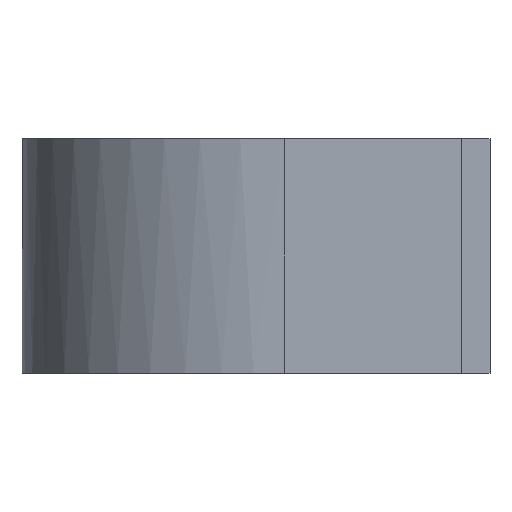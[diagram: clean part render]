
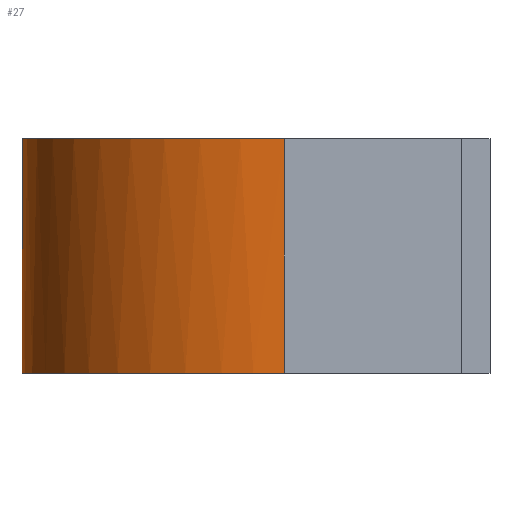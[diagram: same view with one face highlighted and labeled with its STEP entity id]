
A CAD part, left-side view. The second image highlights one B-rep face of the part: STEP entity #27.
In plain terms, the highlighted free-form (B-spline) face has degree [2, 1] with [9, 2] control points.
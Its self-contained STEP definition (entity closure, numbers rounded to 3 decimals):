
#27=ADVANCED_FACE('',(#45),#299,.T.);
#45=FACE_OUTER_BOUND('',#65,.T.);
#65=EDGE_LOOP('',(#137,#138,#139,#140));
#137=ORIENTED_EDGE('',*,*,#195,.F.);
#138=ORIENTED_EDGE('',*,*,#204,.T.);
#139=ORIENTED_EDGE('',*,*,#173,.F.);
#140=ORIENTED_EDGE('',*,*,#205,.T.);
#173=EDGE_CURVE('',#281,#282,#233,.T.);
#195=EDGE_CURVE('',#296,#295,#250,.T.);
#204=EDGE_CURVE('',#296,#282,#224,.T.);
#205=EDGE_CURVE('',#281,#295,#225,.T.);
#224=(
BOUNDED_CURVE()
B_SPLINE_CURVE(2,(#603,#604,#605,#606,#607),.UNSPECIFIED.,.F.,.F.)
B_SPLINE_CURVE_WITH_KNOTS((3,2,3),(0.,43.005,86.01),
 .UNSPECIFIED.)
CURVE()
GEOMETRIC_REPRESENTATION_ITEM()
RATIONAL_B_SPLINE_CURVE((1.,0.719,1.,0.719,1.))
REPRESENTATION_ITEM('')
);
#225=(
BOUNDED_CURVE()
B_SPLINE_CURVE(2,(#608,#609,#610,#611,#612),.UNSPECIFIED.,.F.,.F.)
B_SPLINE_CURVE_WITH_KNOTS((3,2,3),(-86.01,-43.005,
0.),.UNSPECIFIED.)
CURVE()
GEOMETRIC_REPRESENTATION_ITEM()
RATIONAL_B_SPLINE_CURVE((1.,0.719,1.,0.719,1.))
REPRESENTATION_ITEM('')
);
#233=B_SPLINE_CURVE_WITH_KNOTS('',1,(#532,#533),.UNSPECIFIED.,.F.,.F.,(2,
2),(-25.,0.),.UNSPECIFIED.);
#250=B_SPLINE_CURVE_WITH_KNOTS('',1,(#583,#584),.UNSPECIFIED.,.F.,.F.,(2,
2),(0.,25.),.UNSPECIFIED.);
#281=VERTEX_POINT('',#506);
#282=VERTEX_POINT('',#507);
#295=VERTEX_POINT('',#520);
#296=VERTEX_POINT('',#521);
#299=(
BOUNDED_SURFACE()
B_SPLINE_SURFACE(2,1,((#414,#415),(#416,#417),(#418,#419),(#420,#421),(#422,
#423),(#424,#425),(#426,#427),(#428,#429),(#430,#431)),.UNSPECIFIED.,.T.,
 .F.,.F.)
B_SPLINE_SURFACE_WITH_KNOTS((3,2,2,2,3),(2,2),(0.,43.982,87.965,
131.947,175.929),(0.,30.002),.UNSPECIFIED.)
GEOMETRIC_REPRESENTATION_ITEM()
RATIONAL_B_SPLINE_SURFACE(((1.,1.),(0.707,0.707),
(1.,1.),(0.707,0.707),(1.,1.),(0.707,
0.707),(1.,1.),(0.707,0.707),(1.,1.)))
REPRESENTATION_ITEM('')
SURFACE()
);
#414=CARTESIAN_POINT('',(28.,0.,-27.501));
#415=CARTESIAN_POINT('',(28.,0.,2.501));
#416=CARTESIAN_POINT('',(28.,28.,-27.501));
#417=CARTESIAN_POINT('',(28.,28.,2.501));
#418=CARTESIAN_POINT('',(0.,28.,-27.501));
#419=CARTESIAN_POINT('',(0.,28.,2.501));
#420=CARTESIAN_POINT('',(-28.,28.,-27.501));
#421=CARTESIAN_POINT('',(-28.,28.,2.501));
#422=CARTESIAN_POINT('',(-28.,0.,-27.501));
#423=CARTESIAN_POINT('',(-28.,0.,2.501));
#424=CARTESIAN_POINT('',(-28.,-28.,-27.501));
#425=CARTESIAN_POINT('',(-28.,-28.,2.501));
#426=CARTESIAN_POINT('',(0.,-28.,-27.501));
#427=CARTESIAN_POINT('',(0.,-28.,2.501));
#428=CARTESIAN_POINT('',(28.,-28.,-27.501));
#429=CARTESIAN_POINT('',(28.,-28.,2.501));
#430=CARTESIAN_POINT('',(28.,0.,-27.501));
#431=CARTESIAN_POINT('',(28.,0.,2.501));
#506=CARTESIAN_POINT('',(-28.,0.,0.));
#507=CARTESIAN_POINT('',(-28.,0.,-25.));
#520=CARTESIAN_POINT('',(27.932,1.953,0.));
#521=CARTESIAN_POINT('',(27.932,1.953,-25.));
#532=CARTESIAN_POINT('',(-28.,0.,0.));
#533=CARTESIAN_POINT('',(-28.,0.,-25.));
#583=CARTESIAN_POINT('',(27.932,1.953,-25.));
#584=CARTESIAN_POINT('',(27.932,1.953,0.));
#603=CARTESIAN_POINT('',(27.932,1.953,-25.));
#604=CARTESIAN_POINT('',(26.046,28.927,-25.));
#605=CARTESIAN_POINT('',(-0.977,27.983,-25.));
#606=CARTESIAN_POINT('',(-28.,27.039,-25.));
#607=CARTESIAN_POINT('',(-28.,0.,-25.));
#608=CARTESIAN_POINT('',(-28.,0.,0.));
#609=CARTESIAN_POINT('',(-28.,27.039,0.));
#610=CARTESIAN_POINT('',(-0.977,27.983,0.));
#611=CARTESIAN_POINT('',(26.046,28.927,0.));
#612=CARTESIAN_POINT('',(27.932,1.953,0.));
